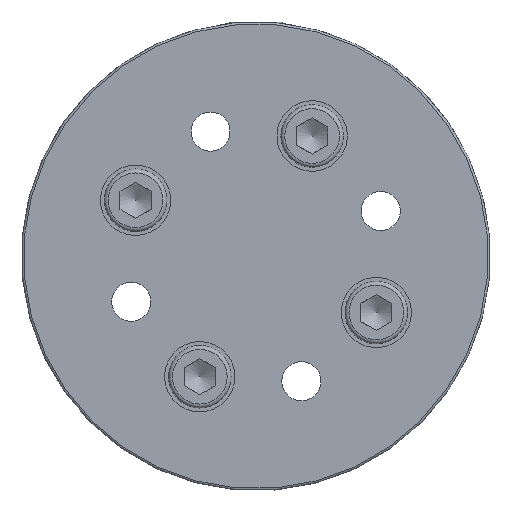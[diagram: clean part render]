
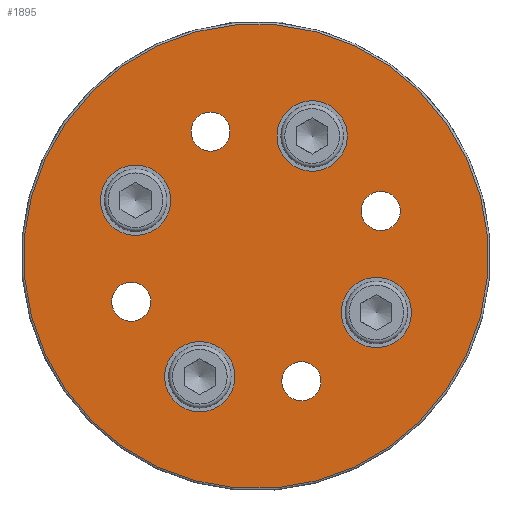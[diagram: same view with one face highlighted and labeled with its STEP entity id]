
A CAD part, front view. The second image highlights one B-rep face of the part: STEP entity #1895.
In plain terms, the highlighted planar face has unit normal (0, -1, 0).
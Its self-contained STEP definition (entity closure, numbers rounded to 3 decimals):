
#104=FACE_BOUND('',#345,.T.);
#105=FACE_BOUND('',#346,.T.);
#106=FACE_BOUND('',#347,.T.);
#107=FACE_BOUND('',#348,.T.);
#108=FACE_BOUND('',#349,.T.);
#109=FACE_BOUND('',#350,.T.);
#110=FACE_BOUND('',#351,.T.);
#111=FACE_BOUND('',#352,.T.);
#138=PLANE('',#2140);
#230=FACE_OUTER_BOUND('',#344,.T.);
#344=EDGE_LOOP('',(#1376));
#345=EDGE_LOOP('',(#1377));
#346=EDGE_LOOP('',(#1378));
#347=EDGE_LOOP('',(#1379));
#348=EDGE_LOOP('',(#1380));
#349=EDGE_LOOP('',(#1381));
#350=EDGE_LOOP('',(#1382));
#351=EDGE_LOOP('',(#1383));
#352=EDGE_LOOP('',(#1384));
#669=CIRCLE('',#2053,5.);
#671=CIRCLE('',#2056,5.);
#673=CIRCLE('',#2059,5.);
#675=CIRCLE('',#2062,5.);
#690=CIRCLE('',#2092,9.);
#694=CIRCLE('',#2099,9.);
#698=CIRCLE('',#2106,9.);
#702=CIRCLE('',#2113,9.);
#716=CIRCLE('',#2138,59.5);
#784=VERTEX_POINT('',#2884);
#786=VERTEX_POINT('',#2890);
#788=VERTEX_POINT('',#2896);
#790=VERTEX_POINT('',#2902);
#825=VERTEX_POINT('',#3190);
#829=VERTEX_POINT('',#3203);
#833=VERTEX_POINT('',#3216);
#837=VERTEX_POINT('',#3229);
#843=VERTEX_POINT('',#3263);
#954=EDGE_CURVE('',#784,#784,#669,.T.);
#957=EDGE_CURVE('',#786,#786,#671,.T.);
#960=EDGE_CURVE('',#788,#788,#673,.T.);
#963=EDGE_CURVE('',#790,#790,#675,.T.);
#1008=EDGE_CURVE('',#825,#825,#690,.T.);
#1014=EDGE_CURVE('',#829,#829,#694,.T.);
#1020=EDGE_CURVE('',#833,#833,#698,.T.);
#1026=EDGE_CURVE('',#837,#837,#702,.T.);
#1042=EDGE_CURVE('',#843,#843,#716,.T.);
#1376=ORIENTED_EDGE('',*,*,#1042,.T.);
#1377=ORIENTED_EDGE('',*,*,#954,.T.);
#1378=ORIENTED_EDGE('',*,*,#957,.T.);
#1379=ORIENTED_EDGE('',*,*,#960,.T.);
#1380=ORIENTED_EDGE('',*,*,#963,.T.);
#1381=ORIENTED_EDGE('',*,*,#1008,.T.);
#1382=ORIENTED_EDGE('',*,*,#1014,.T.);
#1383=ORIENTED_EDGE('',*,*,#1020,.T.);
#1384=ORIENTED_EDGE('',*,*,#1026,.T.);
#1895=ADVANCED_FACE('',(#230,#104,#105,#106,#107,#108,#109,#110,#111),#138,
 .T.);
#2053=AXIS2_PLACEMENT_3D('',#2886,#2297,#2298);
#2056=AXIS2_PLACEMENT_3D('',#2892,#2304,#2305);
#2059=AXIS2_PLACEMENT_3D('',#2898,#2311,#2312);
#2062=AXIS2_PLACEMENT_3D('',#2904,#2318,#2319);
#2092=AXIS2_PLACEMENT_3D('',#3192,#2392,#2393);
#2099=AXIS2_PLACEMENT_3D('',#3205,#2408,#2409);
#2106=AXIS2_PLACEMENT_3D('',#3218,#2424,#2425);
#2113=AXIS2_PLACEMENT_3D('',#3231,#2440,#2441);
#2138=AXIS2_PLACEMENT_3D('',#3264,#2492,#2493);
#2140=AXIS2_PLACEMENT_3D('',#3266,#2496,#2497);
#2297=DIRECTION('center_axis',(0.,1.,0.));
#2298=DIRECTION('ref_axis',(1.,0.,0.));
#2304=DIRECTION('center_axis',(0.,1.,0.));
#2305=DIRECTION('ref_axis',(1.,0.,0.));
#2311=DIRECTION('center_axis',(0.,1.,0.));
#2312=DIRECTION('ref_axis',(1.,0.,0.));
#2318=DIRECTION('center_axis',(0.,1.,0.));
#2319=DIRECTION('ref_axis',(1.,0.,0.));
#2392=DIRECTION('center_axis',(0.,1.,0.));
#2393=DIRECTION('ref_axis',(1.,0.,0.));
#2408=DIRECTION('center_axis',(0.,1.,0.));
#2409=DIRECTION('ref_axis',(1.,0.,0.));
#2424=DIRECTION('center_axis',(0.,1.,0.));
#2425=DIRECTION('ref_axis',(1.,0.,0.));
#2440=DIRECTION('center_axis',(0.,1.,0.));
#2441=DIRECTION('ref_axis',(1.,0.,0.));
#2492=DIRECTION('center_axis',(0.,-1.,0.));
#2493=DIRECTION('ref_axis',(1.,0.,0.));
#2496=DIRECTION('center_axis',(0.,-1.,0.));
#2497=DIRECTION('ref_axis',(0.,0.,-1.));
#2884=CARTESIAN_POINT('',(19.042,0.,24.042));
#2886=CARTESIAN_POINT('Origin',(24.042,0.,24.042));
#2890=CARTESIAN_POINT('',(-29.042,0.,-24.042));
#2892=CARTESIAN_POINT('Origin',(-24.042,0.,-24.042));
#2896=CARTESIAN_POINT('',(19.042,0.,-24.042));
#2898=CARTESIAN_POINT('Origin',(24.042,0.,-24.042));
#2902=CARTESIAN_POINT('',(-29.042,0.,24.042));
#2904=CARTESIAN_POINT('Origin',(-24.042,0.,24.042));
#3190=CARTESIAN_POINT('',(-43.,0.,0.));
#3192=CARTESIAN_POINT('Origin',(-34.,0.,0.));
#3203=CARTESIAN_POINT('',(25.,0.,0.));
#3205=CARTESIAN_POINT('Origin',(34.,0.,0.));
#3216=CARTESIAN_POINT('',(-9.,0.,34.));
#3218=CARTESIAN_POINT('Origin',(0.,0.,34.));
#3229=CARTESIAN_POINT('',(-9.,0.,-34.));
#3231=CARTESIAN_POINT('Origin',(0.,0.,-34.));
#3263=CARTESIAN_POINT('',(0.,0.,59.5));
#3264=CARTESIAN_POINT('Origin',(0.,0.,0.));
#3266=CARTESIAN_POINT('Origin',(0.,0.,0.));
